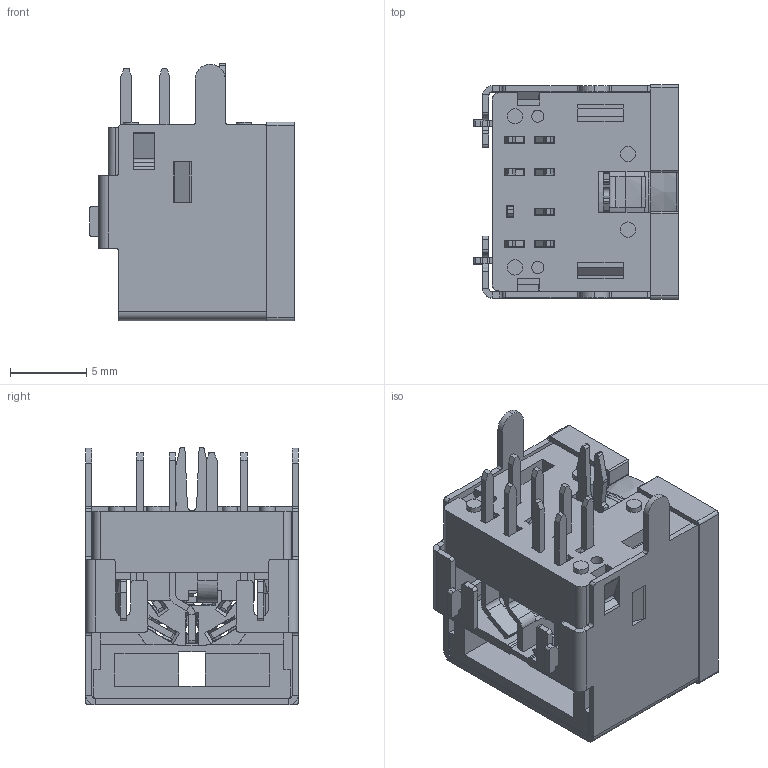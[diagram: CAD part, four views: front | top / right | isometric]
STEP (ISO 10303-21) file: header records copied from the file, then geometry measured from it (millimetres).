
FILE_DESCRIPTION( ('This file contains a STEP AP42 implementation' ,'as created by ZW3D STEP Interface translator.') ,'2;1' );
FILE_NAME( '6421-08FS0RBN01.stp' ,'231026.132830', (''), ('ZWCAD Software Co.'), 'Version 1.0', 'ZW3D to STEP translator', '' );
FILE_SCHEMA(('AUTOMOTIVE_DESIGN { 1 0 10303 214 1 1 1 1 }'));
Length unit declared in the file: millimetre
Products named in the file (2): 0; 8PIN_90D
Bounding box: 13.4 x 14 x 16.85 mm (x, y, z)
Volume: 1312.3 mm3; surface area: 3782.1 mm2
Topology: 1 solids, 1 shells, 1312 faces, 3952 edges, 2631 vertices
Faces by surface type: plane 897, cylinder 244, bspline 163, cone 8
Full cylindrical faces by diameter (mm): 0.8 x2, 0.85 x8, 1 x4
Entity records: 50757 total; most frequent: CARTESIAN_POINT 14105, ORIENTED_EDGE 7982, DIRECTION 6765, EDGE_CURVE 3925, VECTOR 2919, LINE 2919, VERTEX_POINT 2570, AXIS2_PLACEMENT_3D 1923
